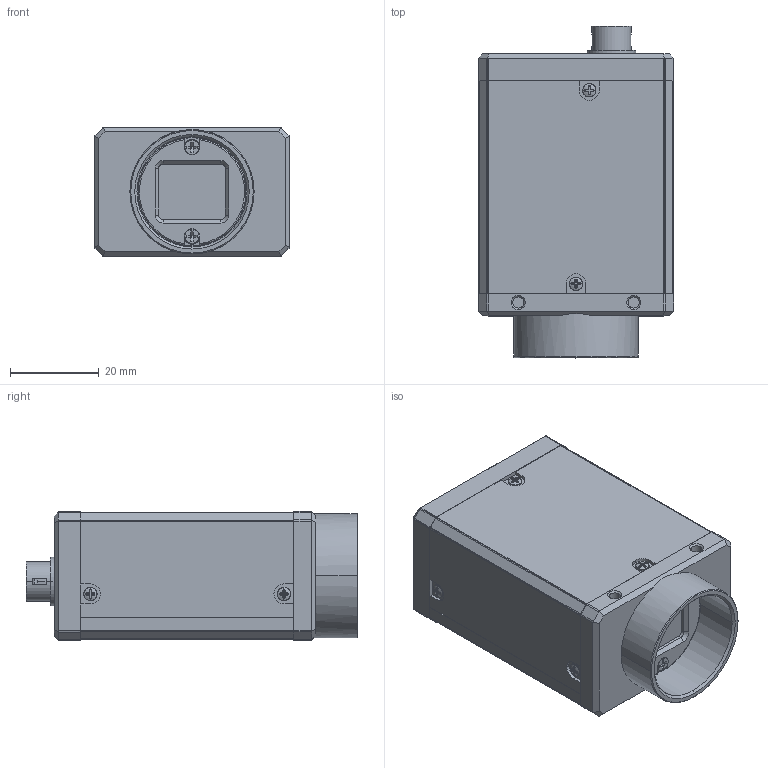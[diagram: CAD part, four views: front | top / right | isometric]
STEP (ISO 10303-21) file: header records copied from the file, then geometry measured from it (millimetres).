
FILE_DESCRIPTION(('STEP AP214'),'1');
FILE_NAME('EG_type-3(GigE).stp','2022-12-02T09:38:55',(' '),(' '),'Spatial InterOp 3D',' ',' ');
FILE_SCHEMA(('AUTOMOTIVE_DESIGN { 1 0 10303 214 1 1 1 1 }'));
Length unit declared in the file: metre
Products named in the file (2): EG_type-3(GigE); Component1
Assembly tree (1 placements, depth 2):
  EG_type-3(GigE)
    Component1
Bounding box: 44 x 74.76 x 29.1 mm (x, y, z)
Volume: 70710.7 mm3; surface area: 23479.3 mm2
Topology: 1 solids, 1 shells, 1392 faces, 3770 edges, 2402 vertices
Faces by surface type: plane 581, cylinder 425, torus 194, bspline 120, cone 50, sphere 22
Entity records: 51477 total; most frequent: CARTESIAN_POINT 15740, DIRECTION 7791, ORIENTED_EDGE 7540, EDGE_CURVE 3770, AXIS2_PLACEMENT_3D 2959, VERTEX_POINT 2402, LINE 1873, VECTOR 1873
